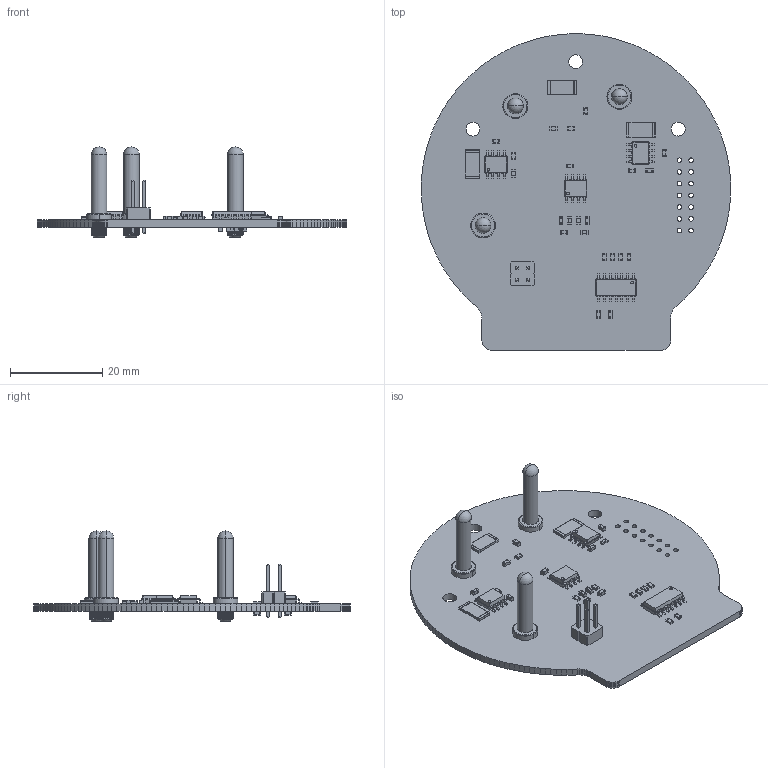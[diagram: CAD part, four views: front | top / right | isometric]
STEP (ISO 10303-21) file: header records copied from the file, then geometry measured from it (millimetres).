
FILE_DESCRIPTION(('KiCad electronic assembly'),'2;1');
FILE_NAME('_____ ________.step','2023-12-05T15:57:40',('Pcbnew'),( 'Kicad'),'Open CASCADE STEP processor 7.6','KiCad to STEP converter' ,'Unknown');
FILE_SCHEMA(('AUTOMOTIVE_DESIGN { 1 0 10303 214 1 1 1 1 }'));
Length unit declared in the file: millimetre
Products named in the file (16): _____ ________ 1; R_2512_6332Metric; SOLID; C_0603_1608Metric; R_0603_1608Metric; SOIC-8_3.9x4.9mm_P1.27mm; 2032630234; COMPOUND; SOIC-14_3.9x8.7mm_P1.27mm; PinHeader_2x02_P2.54mm_Vertical; ÐÐ»Ð°ÑÐ° Ð´Ð°ÑÑÐ¸ÐºÐ¾Ð² PCB
Assembly tree (46 placements, depth 3):
  _____ ________ 1
    R_2512_6332Metric  x3
      SOLID
    C_0603_1608Metric  x16
      SOLID
    R_0603_1608Metric  x11
      SOLID
    SOIC-8_3.9x4.9mm_P1.27mm  x3
      SOLID
    2032630234  x3
      COMPOUND
    SOIC-14_3.9x8.7mm_P1.27mm
      SOLID
    PinHeader_2x02_P2.54mm_Vertical
      SOLID
    ÐÐ»Ð°ÑÐ° Ð´Ð°ÑÑÐ¸ÐºÐ¾Ð² PCB
Bounding box: 67 x 68.52 x 19.5 mm (x, y, z)
Volume: 6559.7 mm3; surface area: 9398.4 mm2
Topology: 39 solids, 39 shells, 2188 faces, 5832 edges, 3772 vertices
Faces by surface type: plane 1366, cylinder 652, bspline 134, torus 24, cone 6, sphere 6
Full cylindrical faces by diameter (mm): 0.6 x4, 1 x18, 3 x5, 3.4 x1
Entity records: 67334 total; most frequent: CARTESIAN_POINT 14891, DIRECTION 8769, LINE 6077, VECTOR 6077, ORIENTED_EDGE 4854, PCURVE 4854, DEFINITIONAL_REPRESENTATION 4854, EDGE_CURVE 2427
